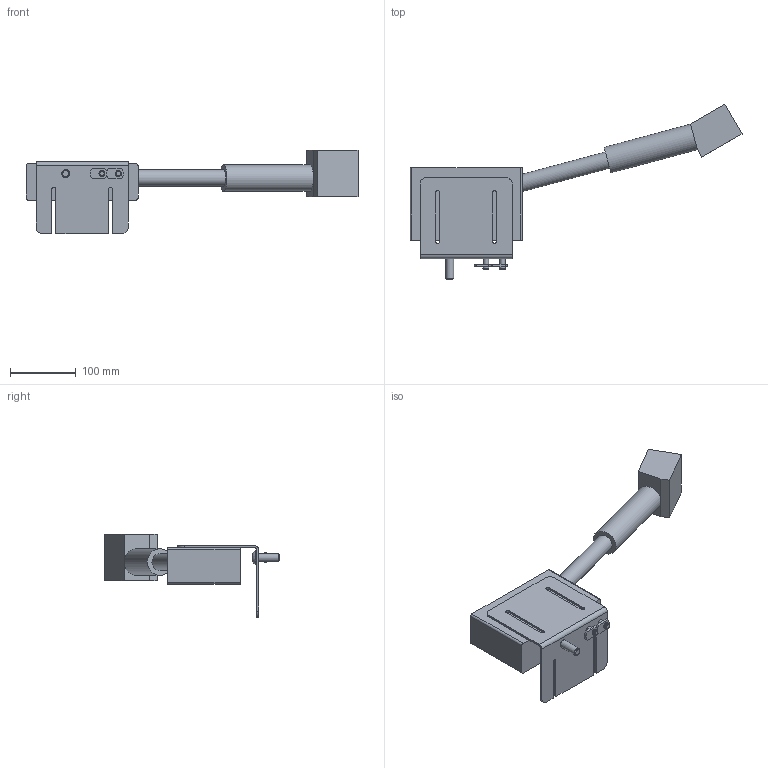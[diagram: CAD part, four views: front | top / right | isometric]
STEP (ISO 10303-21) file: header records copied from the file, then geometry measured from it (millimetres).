
FILE_DESCRIPTION(/* description */ (''),/* implementation_level */ '2;1');
FILE_NAME(/* name */ 'K51 Collective Module.step',/* time_stamp */ '2022-01-16T23:41:04-08:00',/* author */ (''),/* organization */ (''),/* preprocessor_version */ 'ST-DEVELOPER v18.1',/* originating_system */ 'Autodesk Translation Framework v10.10.0.1391',/* authorisation */ '');
FILE_SCHEMA (('AUTOMOTIVE_DESIGN { 1 0 10303 214 3 1 1 }'));
Length unit declared in the file: millimetre
Products named in the file (6): K-51 Module; 91306A795_NO THREADS_Button Head Hex Drive Screws; HBCBM8-20; 40-1981; K-51 Mounting Bracket; K-51 Collective
Assembly tree (7 placements, depth 2):
  K-51 Module
    91306A795_NO THREADS_Button Head Hex Drive Screws
    HBCBM8-20  x2
    40-1981  x2
    K-51 Mounting Bracket
    K-51 Collective
Bounding box: 503.88 x 266.08 x 126.3 mm (x, y, z)
Volume: 1636760.2 mm3; surface area: 196549.7 mm2
Topology: 10 solids, 10 shells, 138 faces, 305 edges, 194 vertices
Faces by surface type: plane 85, cylinder 33, cone 17, bspline 2, sphere 1
Full cylindrical faces by diameter (mm): 6.647 x2, 8 x2, 8.2 x2, 9.119 x2, 12 x1, 12.2 x1, 21 x1, 25.4 x1, 40 x1
Entity records: 3195 total; most frequent: DIRECTION 549, CARTESIAN_POINT 547, ORIENTED_EDGE 474, EDGE_CURVE 237, AXIS2_PLACEMENT_3D 199, VERTEX_POINT 152, LINE 151, VECTOR 151
